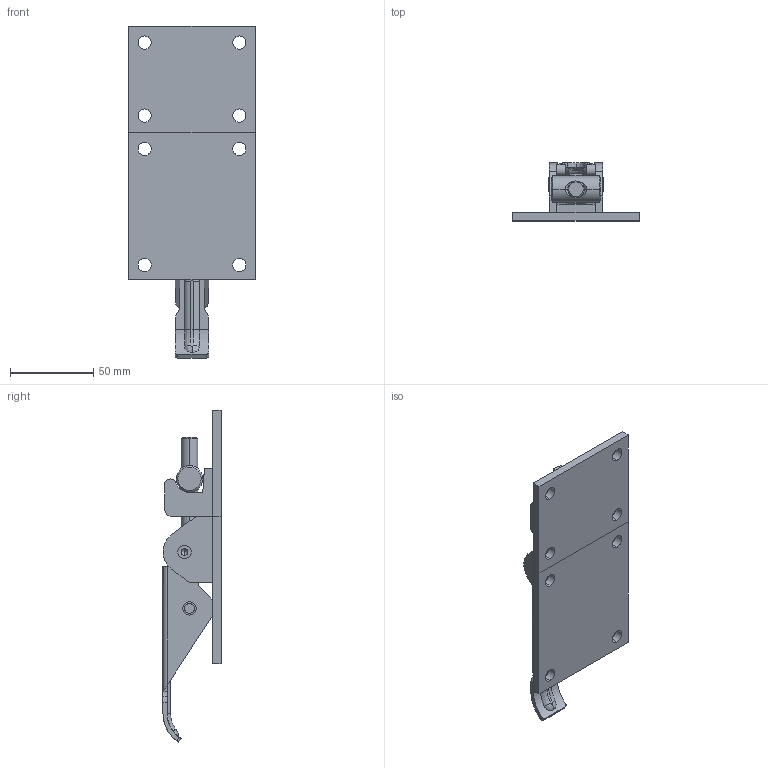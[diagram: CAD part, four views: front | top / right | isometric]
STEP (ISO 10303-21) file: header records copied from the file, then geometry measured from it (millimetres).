
FILE_DESCRIPTION (( 'STEP AP203' ), '1' );
FILE_NAME ('C-236.STEP', '2012-02-28T09:22:52', ( '11sw' ), ( 'タキゲン製造株式会社' ), 'SwSTEP 2.0', 'SolidWorks 2011', '' );
FILE_SCHEMA (( 'CONFIG_CONTROL_DESIGN' ));
Length unit declared in the file: millimetre
Products named in the file (8): C-236; C-236傾僕儍僗僩儃儖僩幉; C-236受け側ベース; C-236レバー軸; C-236傾僕儍僗僩娵僫僢僩; C-236アジャストボルト; C-236レバー; C-236レバー側ベース
Assembly tree (8 placements, depth 2):
  C-236
    C-236レバー
    C-236受け側ベース
    C-236傾僕儍僗僩儃儖僩幉
    C-236レバー軸  x2
    C-236傾僕儍僗僩娵僫僢僩
    C-236レバー側ベース
    C-236アジャストボルト
Bounding box: 76 x 35 x 200 mm (x, y, z)
Volume: 105997.1 mm3; surface area: 51812.3 mm2
Topology: 8 solids, 8 shells, 210 faces, 520 edges, 326 vertices
Faces by surface type: cylinder 91, plane 77, cone 22, torus 14, bspline 6
Entity records: 7562 total; most frequent: CARTESIAN_POINT 1819, DIRECTION 1080, ORIENTED_EDGE 984, EDGE_CURVE 492, AXIS2_PLACEMENT_3D 412, VERTEX_POINT 311, VECTOR 256, LINE 256
